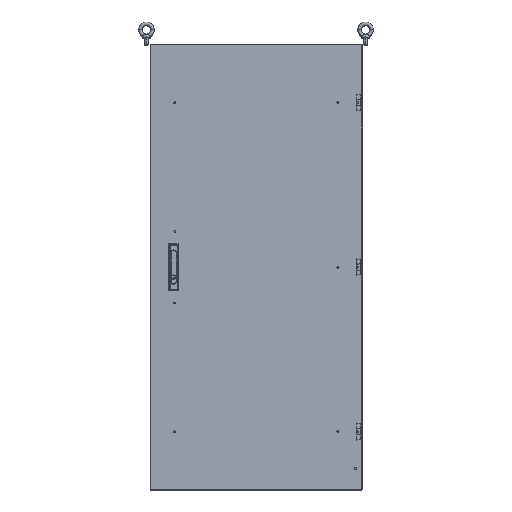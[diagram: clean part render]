
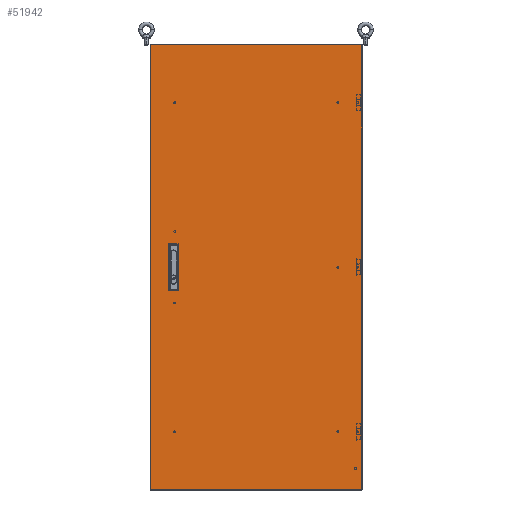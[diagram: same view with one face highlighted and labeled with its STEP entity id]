
A CAD part, top view. The second image highlights one B-rep face of the part: STEP entity #51942.
In plain terms, the highlighted planar face has unit normal (0, 0, 1).
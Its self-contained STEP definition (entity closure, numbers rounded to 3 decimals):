
#640 = VERTEX_POINT ( 'NONE', #20066 ) ;
#653 = DIRECTION ( 'NONE',  ( 1., 0., 0. ) ) ;
#2020 = PLANE ( 'NONE',  #71127 ) ;
#3231 = CARTESIAN_POINT ( 'NONE',  ( -645.5, 24.75, 1.5 ) ) ;
#3708 = CARTESIAN_POINT ( 'NONE',  ( 0., 0., 1.5 ) ) ;
#6564 = DIRECTION ( 'NONE',  ( 1., 0., 0. ) ) ;
#7449 = ORIENTED_EDGE ( 'NONE', *, *, #31577, .F. ) ;
#11129 = VECTOR ( 'NONE', #81123, 1000. ) ;
#12445 = VERTEX_POINT ( 'NONE', #59663 ) ;
#14460 = CARTESIAN_POINT ( 'NONE',  ( -671., -75.25, 1.5 ) ) ;
#14585 = FACE_BOUND ( 'NONE', #35679, .T. ) ;
#14902 = VECTOR ( 'NONE', #89749, 1000. ) ;
#15972 = DIRECTION ( 'NONE',  ( 0., -1., 0. ) ) ;
#16933 = VECTOR ( 'NONE', #653, 1000. ) ;
#17015 = VECTOR ( 'NONE', #69195, 1000. ) ;
#19346 = DIRECTION ( 'NONE',  ( 0., -1., 0. ) ) ;
#20066 = CARTESIAN_POINT ( 'NONE',  ( -740., 778.5, 1.5 ) ) ;
#20813 = ORIENTED_EDGE ( 'NONE', *, *, #32009, .F. ) ;
#21049 = VECTOR ( 'NONE', #88106, 1000. ) ;
#21794 = VERTEX_POINT ( 'NONE', #73423 ) ;
#23420 = LINE ( 'NONE', #50440, #21049 ) ;
#23897 = VECTOR ( 'NONE', #42853, 1000. ) ;
#24171 = VERTEX_POINT ( 'NONE', #31110 ) ;
#24661 = EDGE_LOOP ( 'NONE', ( #63942, #41966, #91695, #30335 ) ) ;
#27605 = VECTOR ( 'NONE', #86625, 1000. ) ;
#28365 = LINE ( 'NONE', #84465, #48552 ) ;
#29221 = EDGE_CURVE ( 'NONE', #90157, #91292, #55146, .T. ) ;
#29778 = FACE_OUTER_BOUND ( 'NONE', #24661, .T. ) ;
#29938 = EDGE_CURVE ( 'NONE', #62770, #90157, #93846, .T. ) ;
#30123 = EDGE_CURVE ( 'NONE', #86684, #62770, #92657, .T. ) ;
#30335 = ORIENTED_EDGE ( 'NONE', *, *, #34347, .T. ) ;
#30541 = EDGE_CURVE ( 'NONE', #91292, #86684, #94874, .T. ) ;
#31110 = CARTESIAN_POINT ( 'NONE',  ( 0., 778.5, 1.5 ) ) ;
#31177 = CARTESIAN_POINT ( 'NONE',  ( -645.5, -24.75, 1.5 ) ) ;
#31411 = EDGE_CURVE ( 'NONE', #41198, #54885, #71515, .T. ) ;
#31577 = EDGE_CURVE ( 'NONE', #49746, #41198, #77312, .T. ) ;
#31863 = VECTOR ( 'NONE', #19346, 1000. ) ;
#32009 = EDGE_CURVE ( 'NONE', #62026, #49746, #66625, .T. ) ;
#32758 = EDGE_CURVE ( 'NONE', #54885, #62026, #28365, .T. ) ;
#33025 = EDGE_CURVE ( 'NONE', #640, #12445, #52061, .T. ) ;
#33181 = EDGE_CURVE ( 'NONE', #12445, #21794, #58041, .T. ) ;
#33905 = EDGE_CURVE ( 'NONE', #21794, #24171, #59074, .T. ) ;
#34347 = EDGE_CURVE ( 'NONE', #24171, #640, #23420, .T. ) ;
#35679 = EDGE_LOOP ( 'NONE', ( #85692, #7449, #20813, #45375 ) ) ;
#36598 = CARTESIAN_POINT ( 'NONE',  ( -671., 75.25, 1.5 ) ) ;
#37739 = VECTOR ( 'NONE', #6564, 1000. ) ;
#39094 = DIRECTION ( 'NONE',  ( -1., 0., 0. ) ) ;
#39212 = ORIENTED_EDGE ( 'NONE', *, *, #29938, .F. ) ;
#39622 = CARTESIAN_POINT ( 'NONE',  ( -645.5, 75.25, 1.5 ) ) ;
#41198 = VERTEX_POINT ( 'NONE', #94603 ) ;
#41361 = DIRECTION ( 'NONE',  ( 0., 0., 1. ) ) ;
#41966 = ORIENTED_EDGE ( 'NONE', *, *, #33181, .T. ) ;
#42853 = DIRECTION ( 'NONE',  ( 0., -1., 0. ) ) ;
#45375 = ORIENTED_EDGE ( 'NONE', *, *, #32758, .F. ) ;
#45585 = CARTESIAN_POINT ( 'NONE',  ( -671., -75.25, 1.5 ) ) ;
#46409 = ORIENTED_EDGE ( 'NONE', *, *, #30123, .F. ) ;
#48552 = VECTOR ( 'NONE', #39094, 1000. ) ;
#48740 = CARTESIAN_POINT ( 'NONE',  ( -740., 778.5, 1.5 ) ) ;
#49746 = VERTEX_POINT ( 'NONE', #14460 ) ;
#50004 = FACE_BOUND ( 'NONE', #60036, .T. ) ;
#50440 = CARTESIAN_POINT ( 'NONE',  ( -740., 778.5, 1.5 ) ) ;
#50555 = CARTESIAN_POINT ( 'NONE',  ( -671., -75.25, 1.5 ) ) ;
#51942 = ADVANCED_FACE ( 'NONE', ( #50004, #14585, #29778 ), #2020, .T. ) ;
#52061 = LINE ( 'NONE', #48740, #31863 ) ;
#53547 = CARTESIAN_POINT ( 'NONE',  ( 0., 778.5, 1.5 ) ) ;
#53795 = VECTOR ( 'NONE', #15972, 1000. ) ;
#54885 = VERTEX_POINT ( 'NONE', #31177 ) ;
#55146 = LINE ( 'NONE', #97179, #14902 ) ;
#58041 = LINE ( 'NONE', #88685, #37739 ) ;
#59074 = LINE ( 'NONE', #53547, #96634 ) ;
#59663 = CARTESIAN_POINT ( 'NONE',  ( -740., -778.5, 1.5 ) ) ;
#60036 = EDGE_LOOP ( 'NONE', ( #95425, #39212, #46409, #68402 ) ) ;
#61172 = DIRECTION ( 'NONE',  ( 0., 1., 0. ) ) ;
#62026 = VERTEX_POINT ( 'NONE', #70100 ) ;
#62770 = VERTEX_POINT ( 'NONE', #36598 ) ;
#63942 = ORIENTED_EDGE ( 'NONE', *, *, #33025, .T. ) ;
#66625 = LINE ( 'NONE', #50555, #23897 ) ;
#68402 = ORIENTED_EDGE ( 'NONE', *, *, #30541, .F. ) ;
#69154 = CARTESIAN_POINT ( 'NONE',  ( -671., 24.75, 1.5 ) ) ;
#69195 = DIRECTION ( 'NONE',  ( 0., 1., 0. ) ) ;
#70100 = CARTESIAN_POINT ( 'NONE',  ( -671., -24.75, 1.5 ) ) ;
#71127 = AXIS2_PLACEMENT_3D ( 'NONE', #3708, #41361, #94223 ) ;
#71515 = LINE ( 'NONE', #96086, #11129 ) ;
#73423 = CARTESIAN_POINT ( 'NONE',  ( 0., -778.5, 1.5 ) ) ;
#76515 = CARTESIAN_POINT ( 'NONE',  ( -671., 75.25, 1.5 ) ) ;
#76725 = CARTESIAN_POINT ( 'NONE',  ( -645.5, 75.25, 1.5 ) ) ;
#77312 = LINE ( 'NONE', #45585, #16933 ) ;
#79454 = CARTESIAN_POINT ( 'NONE',  ( -671., 75.25, 1.5 ) ) ;
#81123 = DIRECTION ( 'NONE',  ( 0., 1., 0. ) ) ;
#84465 = CARTESIAN_POINT ( 'NONE',  ( -671., -24.75, 1.5 ) ) ;
#85692 = ORIENTED_EDGE ( 'NONE', *, *, #31411, .F. ) ;
#86625 = DIRECTION ( 'NONE',  ( -1., 0., 0. ) ) ;
#86684 = VERTEX_POINT ( 'NONE', #39622 ) ;
#88106 = DIRECTION ( 'NONE',  ( -1., 0., 0. ) ) ;
#88685 = CARTESIAN_POINT ( 'NONE',  ( -740., -778.5, 1.5 ) ) ;
#89749 = DIRECTION ( 'NONE',  ( 1., 0., 0. ) ) ;
#90157 = VERTEX_POINT ( 'NONE', #69154 ) ;
#91292 = VERTEX_POINT ( 'NONE', #3231 ) ;
#91695 = ORIENTED_EDGE ( 'NONE', *, *, #33905, .T. ) ;
#92657 = LINE ( 'NONE', #79454, #27605 ) ;
#93846 = LINE ( 'NONE', #76515, #53795 ) ;
#94223 = DIRECTION ( 'NONE',  ( 1., 0., 0. ) ) ;
#94603 = CARTESIAN_POINT ( 'NONE',  ( -645.5, -75.25, 1.5 ) ) ;
#94874 = LINE ( 'NONE', #76725, #17015 ) ;
#95425 = ORIENTED_EDGE ( 'NONE', *, *, #29221, .F. ) ;
#96086 = CARTESIAN_POINT ( 'NONE',  ( -645.5, -75.25, 1.5 ) ) ;
#96634 = VECTOR ( 'NONE', #61172, 1000. ) ;
#97179 = CARTESIAN_POINT ( 'NONE',  ( -671., 24.75, 1.5 ) ) ;
